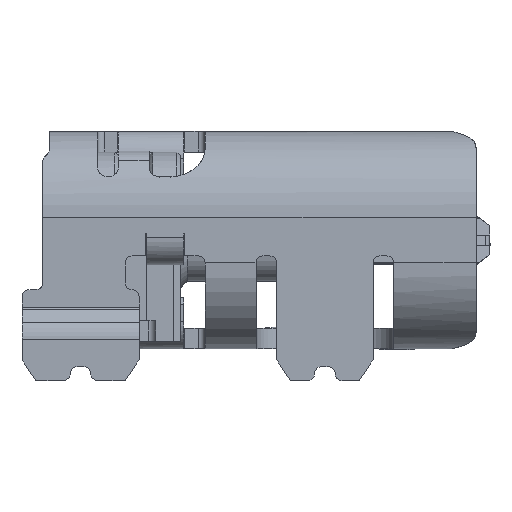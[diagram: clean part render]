
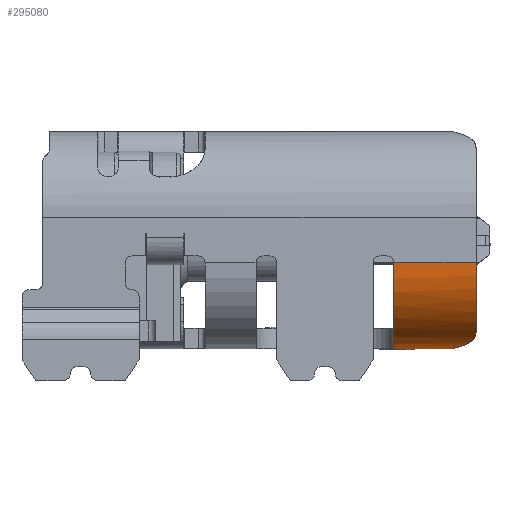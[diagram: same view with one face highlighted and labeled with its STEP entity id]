
A CAD part, left-side view. The second image highlights one B-rep face of the part: STEP entity #295080.
In plain terms, the highlighted cylindrical face has radius 1.25 mm (diameter 2.5 mm), a partial arc.
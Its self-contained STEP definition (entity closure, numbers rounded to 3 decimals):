
#5110=CARTESIAN_POINT('',(-3.47,-1.58,
-1.3));
#5120=VERTEX_POINT('',#5110);
#5150=CARTESIAN_POINT('',(-3.47,-1.58,
-1.3));
#5160=DIRECTION('',(0.,0.,1.));
#5170=VECTOR('',#5160,1.);
#5180=LINE('',#5150,#5170);
#5190=CARTESIAN_POINT('',(-3.47,-1.58,
-0.508));
#5200=VERTEX_POINT('',#5190);
#5210=EDGE_CURVE('',#5120,#5200,#5180,.T.);
#219260=CARTESIAN_POINT('',(-4.72,-0.33,
-1.3));
#219270=VERTEX_POINT('',#219260);
#219300=CARTESIAN_POINT('',(-3.47,-0.33,
-1.3));
#219310=DIRECTION('',(0.,0.,-1.));
#219320=DIRECTION('',(0.,-1.,0.));
#219330=AXIS2_PLACEMENT_3D('',#219300,#219310,#219320);
#219340=CIRCLE('',#219330,1.25);
#219350=EDGE_CURVE('',#5120,#219270,#219340,.T.);
#221130=CARTESIAN_POINT('',(-4.72,-0.33,
-0.1));
#221140=VERTEX_POINT('',#221130);
#221170=CARTESIAN_POINT('',(-4.72,-0.33,
-0.1));
#221180=DIRECTION('',(0.,0.,-1.));
#221190=VECTOR('',#221180,1.);
#221200=LINE('',#221170,#221190);
#221210=EDGE_CURVE('',#221140,#219270,#221200,.T.);
#294430=CARTESIAN_POINT('',(-4.235,-1.319,
-0.1));
#294440=VERTEX_POINT('',#294430);
#294470=CARTESIAN_POINT('',(-3.47,-0.33,
-0.1));
#294480=DIRECTION('',(0.,0.,1.));
#294490=DIRECTION('',(-1.,0.,0.));
#294500=AXIS2_PLACEMENT_3D('',#294470,#294480,#294490);
#294510=CIRCLE('',#294500,1.25);
#294520=EDGE_CURVE('',#221140,#294440,#294510,.T.);
#294640=CARTESIAN_POINT('',(-3.47,-0.33,
-4.04));
#294650=DIRECTION('',(0.,0.,-1.));
#294660=DIRECTION('',(-1.,0.,0.));
#294670=AXIS2_PLACEMENT_3D('',#294640,#294650,#294660);
#294680=CYLINDRICAL_SURFACE('',#294670,1.25);
#294690=ORIENTED_EDGE('',*,*,#221210,.T.);
#294700=ORIENTED_EDGE('',*,*,#294520,.F.);
#294710=CARTESIAN_POINT('',(-3.897,-1.505,
-0.225));
#294720=CARTESIAN_POINT('',(-3.922,-1.496,
-0.205));
#294730=CARTESIAN_POINT('',(-3.963,-1.479,
-0.178));
#294740=CARTESIAN_POINT('',(-4.02,-1.453,
-0.149));
#294750=CARTESIAN_POINT('',(-4.061,-1.432,
-0.132));
#294760=CARTESIAN_POINT('',(-4.092,-1.415,
-0.122));
#294770=CARTESIAN_POINT('',(-4.132,-1.391,
-0.111));
#294780=CARTESIAN_POINT('',(-4.178,-1.361,
-0.102));
#294790=CARTESIAN_POINT('',(-4.218,-1.332,
-0.1));
#294800=CARTESIAN_POINT('',(-4.235,-1.319,
-0.1));
#294810=B_SPLINE_CURVE_WITH_KNOTS('',3,(#294710,#294720,#294730,#294740,
#294750,#294760,#294770,#294780,#294790,#294800),.UNSPECIFIED.,.F.,.F.,(
4,1,1,1,1,1,1,4),(0.,0.25,0.39,
0.5,0.607,0.653,0.847,
1.),.UNSPECIFIED.);
#294820=CARTESIAN_POINT('',(-3.897,-1.505,
-0.225));
#294830=VERTEX_POINT('',#294820);
#294840=EDGE_CURVE('',#294830,#294440,#294810,.T.);
#294850=ORIENTED_EDGE('',*,*,#294840,.T.);
#294860=CARTESIAN_POINT('',(-3.258,0.355,
-0.271));
#294870=DIRECTION('',(-0.577,0.179,
-0.797));
#294880=DIRECTION('',(-0.266,-0.964,
-0.023));
#294890=AXIS2_PLACEMENT_3D('',#294860,#294870,#294880);
#294900=CIRCLE('',#294890,1.967);
#294910=CARTESIAN_POINT('',(-3.782,-1.541,
-0.317));
#294920=VERTEX_POINT('',#294910);
#294930=EDGE_CURVE('',#294920,#294830,#294900,.T.);
#294940=ORIENTED_EDGE('',*,*,#294930,.T.);
#294950=CARTESIAN_POINT('',(-3.47,-1.58,
-0.508));
#294960=CARTESIAN_POINT('',(-3.478,-1.58,
-0.504));
#294970=CARTESIAN_POINT('',(-3.535,-1.579,
-0.476));
#294980=CARTESIAN_POINT('',(-3.644,-1.571,
-0.417));
#294990=CARTESIAN_POINT('',(-3.735,-1.552,
-0.353));
#295000=CARTESIAN_POINT('',(-3.782,-1.541,
-0.317));
#295010=B_SPLINE_CURVE_WITH_KNOTS('',3,(#294950,#294960,#294970,#294980,
#294990,#295000),.UNSPECIFIED.,.F.,.F.,(4,1,1,4),(0.,0.075,
0.506,1.),.UNSPECIFIED.);
#295020=EDGE_CURVE('',#5200,#294920,#295010,.T.);
#295030=ORIENTED_EDGE('',*,*,#295020,.T.);
#295040=ORIENTED_EDGE('',*,*,#5210,.T.);
#295050=ORIENTED_EDGE('',*,*,#219350,.F.);
#295060=EDGE_LOOP('',(#295050,#295040,#295030,#294940,#294850,#294700,
#294690));
#295070=FACE_OUTER_BOUND('',#295060,.T.);
#295080=ADVANCED_FACE('',(#295070),#294680,.T.);
